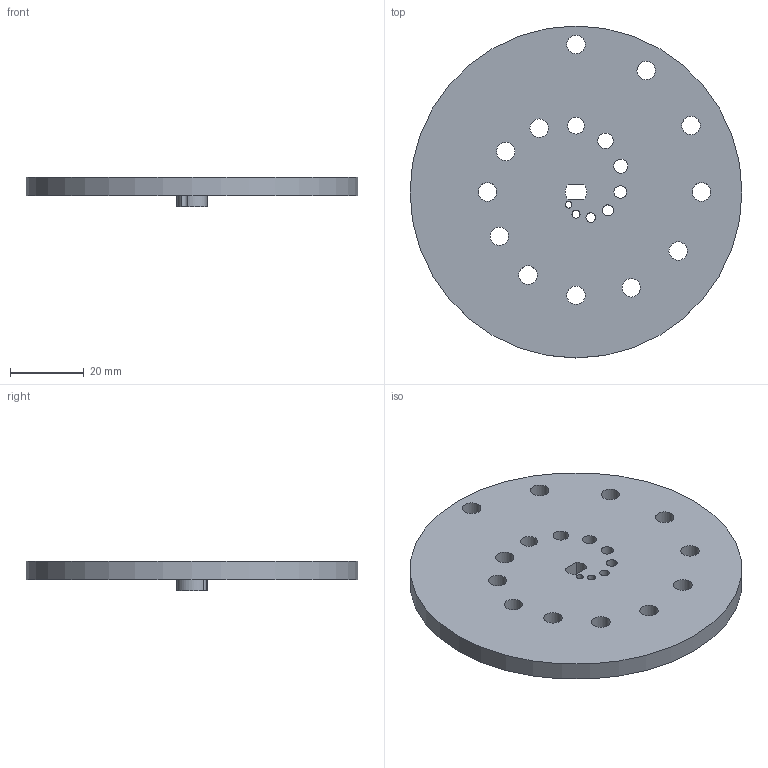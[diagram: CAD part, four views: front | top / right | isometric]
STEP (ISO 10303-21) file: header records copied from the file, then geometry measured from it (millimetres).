
FILE_DESCRIPTION(/* description */ (''),/* implementation_level */ '2;1');
FILE_NAME(/* name */ 'LargeDisk.step',/* time_stamp */ '2024-03-15T12:41:03+09:00',/* author */ (''),/* organization */ (''),/* preprocessor_version */ 'ST-DEVELOPER v20',/* originating_system */ 'Autodesk Translation Framework v12.20.1.177',/* authorisation */ '');
FILE_SCHEMA (('AUTOMOTIVE_DESIGN { 1 0 10303 214 3 1 1 }'));
Length unit declared in the file: millimetre
Products named in the file (1): LargeDisk
Bounding box: 90 x 90 x 8 mm (x, y, z)
Volume: 30263.6 mm3; surface area: 15048.1 mm2
Topology: 1 solids, 1 shells, 29 faces, 81 edges, 54 vertices
Faces by surface type: cylinder 24, plane 5
Full cylindrical faces by diameter (mm): 1.8 x1, 2.2 x1, 2.6 x1, 3 x1, 3.4 x1, 3.8 x1, 4.2 x1, 4.6 x1, 5 x12, 90 x1
Entity records: 1089 total; most frequent: DIRECTION 191, CARTESIAN_POINT 165, ORIENTED_EDGE 162, EDGE_CURVE 81, AXIS2_PLACEMENT_3D 80, EDGE_LOOP 71, VERTEX_POINT 54, CIRCLE 50
